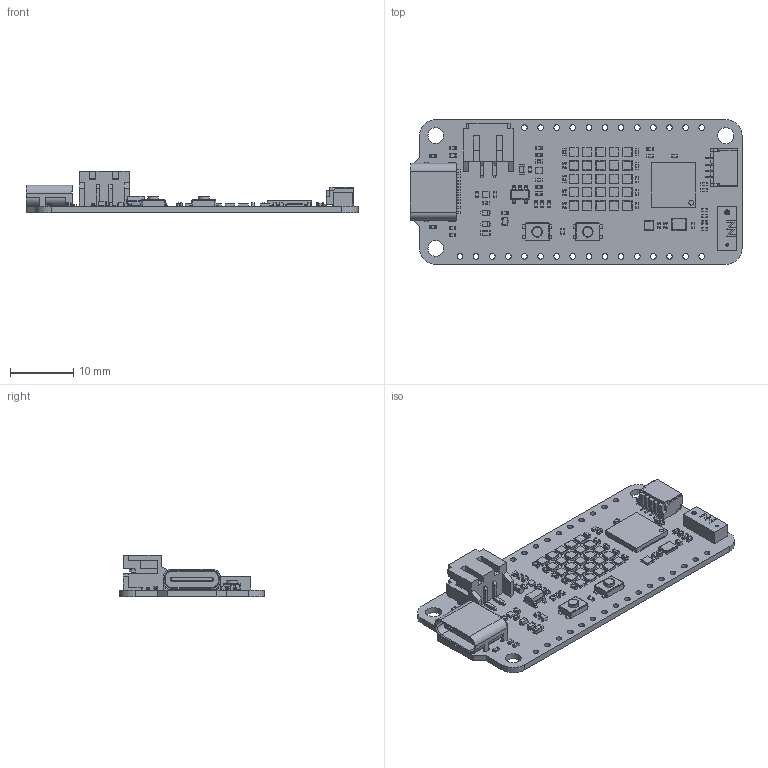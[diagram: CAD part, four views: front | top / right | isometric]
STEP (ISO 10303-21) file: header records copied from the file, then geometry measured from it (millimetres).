
FILE_DESCRIPTION(('KiCad electronic assembly'),'2;1');
FILE_NAME('FeatherS2 Neo P1.step','2024-03-23T19:12:59',('Pcbnew'),( 'Kicad'),'Open CASCADE STEP processor 7.7','KiCad to STEP converter' ,'Unknown');
FILE_SCHEMA(('AUTOMOTIVE_DESIGN { 1 0 10303 214 1 1 1 1 }'));
Length unit declared in the file: millimetre
Products named in the file (34): FeatherS2 Neo P1 1; C_0402_1005Metric; R_0402_1005Metric; SK6805-EC15; (Unsaved); SOT-23-5; SOT_23_5; LED_0402_1005Metric; NCP170AMX170TCG; NCP160AMX280TBG; JST_PH_2pion_Horiz; S2B-PH-SM4-TB(LF)(SN); ESP32_S2--3DModel-STEP-1; ESP32-S2; C_0603_1608Metric; NN01-102--3DModel-STEP-56544; NN01-102; D_SOD-523; D_SOD_523; HIRO-USB-C Fixed Position; HRO  USB-C col 3 v7; Crystal_SMD_3225-4Pin_3.2x2.5mm_HandSoldering; JST_SH_4pin_Horiz; SM04B-SRSS-TB(LF)(SN); BTN_KMR2_4.6X2.8_HAND; BTN_KMR2_4.6X2.8_HAND v1; SOT-723; ESD7C5.0DT5G; FeatherS2 Neo P1_PCB
Assembly tree (102 placements, depth 3):
  FeatherS2 Neo P1 1
    C_0402_1005Metric  x25
      C_0402_1005Metric
    R_0402_1005Metric  x15
      R_0402_1005Metric
    SK6805-EC15  x26
      (Unsaved)
    SOT-23-5
      SOT_23_5
    LED_0402_1005Metric  x3
      LED_0402_1005Metric
    NCP170AMX170TCG  x2
      NCP160AMX280TBG
    JST_PH_2pion_Horiz
      S2B-PH-SM4-TB(LF)(SN)
    ESP32_S2--3DModel-STEP-1
      ESP32-S2
    C_0603_1608Metric  x2
      C_0603_1608Metric
    NN01-102--3DModel-STEP-56544
      NN01-102
    D_SOD-523  x2
      D_SOD_523
    HIRO-USB-C Fixed Position
      HRO  USB-C col 3 v7
    Crystal_SMD_3225-4Pin_3.2x2.5mm_HandSoldering
      Crystal_SMD_3225-4Pin_3.2x2.5mm_HandSoldering
    JST_SH_4pin_Horiz
      SM04B-SRSS-TB(LF)(SN)
    BTN_KMR2_4.6X2.8_HAND  x2
      BTN_KMR2_4.6X2.8_HAND v1
    SOT-723
      ESD7C5.0DT5G
    FeatherS2 Neo P1_PCB
Bounding box: 52.33 x 22.86 x 6.55 mm (x, y, z)
Volume: 1590.3 mm3; surface area: 4463.6 mm2
Topology: 183 solids, 183 shells, 3695 faces, 9459 edges, 6202 vertices
Faces by surface type: plane 2689, cylinder 903, bspline 91, cone 10, torus 2
Full cylindrical faces by diameter (mm): 0.5 x2, 0.7 x2, 0.9 x28, 1.665 x4, 2.5 x2, 2.54 x1
Entity records: 68274 total; most frequent: CARTESIAN_POINT 12172, ORIENTED_EDGE 11020, DIRECTION 10599, EDGE_CURVE 5510, LINE 4437, VECTOR 4437, VERTEX_POINT 3632, AXIS2_PLACEMENT_3D 3081
